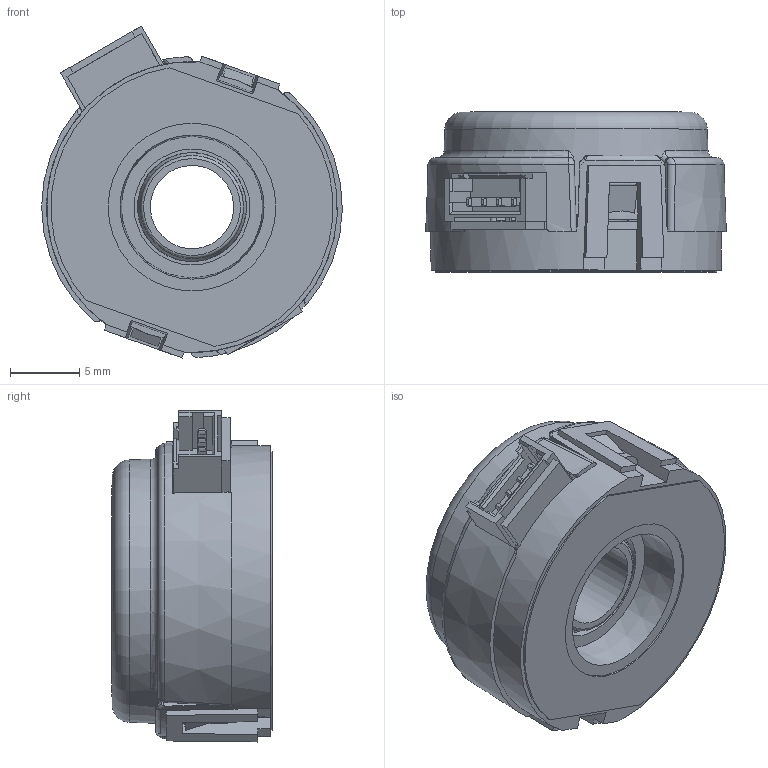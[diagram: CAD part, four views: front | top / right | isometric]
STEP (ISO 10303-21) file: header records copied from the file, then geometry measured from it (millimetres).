
FILE_DESCRIPTION(/* description */ (''),/* implementation_level */ '2;1');
FILE_NAME(/* name */ 'Tetrix_738000.ipt.stp',/* time_stamp */ '2014-12-18T17:45:36-08:00',/* author */ ('Autodesk Inc.'),/* organization */ ('Autodesk Inc.'),/* preprocessor_version */ 'ST-DEVELOPER v15.6',/* originating_system */ 'Autodesk Inventor 2015',/* authorisation */ '');
FILE_SCHEMA (('AUTOMOTIVE_DESIGN { 1 0 10303 214 3 1 1 }'));
Length unit declared in the file: millimetre
Products named in the file (1): Tetrix_738000
Bounding box: 21.64 x 11.52 x 23.89 mm (x, y, z)
Volume: 1912.4 mm3; surface area: 3651.9 mm2
Topology: 3 solids, 11 shells, 1197 faces, 3099 edges, 2017 vertices
Faces by surface type: plane 699, cylinder 302, bspline 112, cone 46, torus 28, sphere 10
Full cylindrical faces by diameter (mm): 0.474 x2, 0.61 x4, 5.994 x1, 7.366 x1, 7.493 x1, 7.569 x1, 7.722 x1, 7.849 x1, 8.331 x1, 12.065 x1, 15.24 x1, 16.256 x1, 16.51 x1, 17.78 x1, 20.93 x1
Entity records: 43835 total; most frequent: CARTESIAN_POINT 14931, ORIENTED_EDGE 6088, DIRECTION 5769, EDGE_CURVE 3044, VERTEX_POINT 2012, AXIS2_PLACEMENT_3D 1985, LINE 1799, VECTOR 1799
